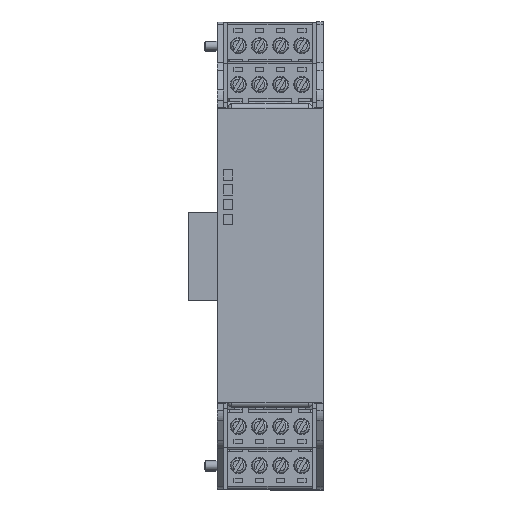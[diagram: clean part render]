
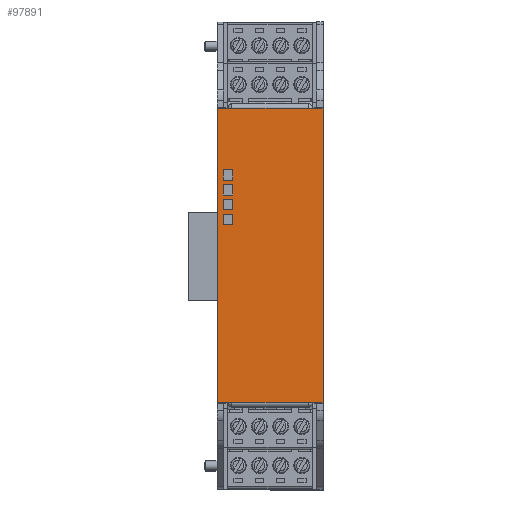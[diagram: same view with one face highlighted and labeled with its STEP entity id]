
A CAD part, top view. The second image highlights one B-rep face of the part: STEP entity #97891.
In plain terms, the highlighted planar face has unit normal (0, 0, 1).
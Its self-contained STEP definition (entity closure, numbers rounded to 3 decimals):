
#95484=DIRECTION('',(-1.,0.,0.));
#95485=VECTOR('',#95484,18.);
#95486=CARTESIAN_POINT('',(9.,-34.76,0.));
#95487=LINE('',#95486,#95485);
#95488=DIRECTION('',(1.,0.,0.));
#95489=VECTOR('',#95488,3.5);
#95490=CARTESIAN_POINT('',(-12.5,-34.76,0.));
#95491=LINE('',#95490,#95489);
#95492=DIRECTION('',(0.,-1.,0.));
#95493=VECTOR('',#95492,69.52);
#95494=CARTESIAN_POINT('',(-12.5,34.76,0.));
#95495=LINE('',#95494,#95493);
#95496=DIRECTION('',(-1.,0.,0.));
#95497=VECTOR('',#95496,3.5);
#95498=CARTESIAN_POINT('',(-9.,34.76,0.));
#95499=LINE('',#95498,#95497);
#95500=DIRECTION('',(-1.,0.,0.));
#95501=VECTOR('',#95500,18.);
#95502=CARTESIAN_POINT('',(9.,34.76,0.));
#95503=LINE('',#95502,#95501);
#95504=DIRECTION('',(-1.,0.,0.));
#95505=VECTOR('',#95504,3.5);
#95506=CARTESIAN_POINT('',(12.5,34.76,0.));
#95507=LINE('',#95506,#95505);
#95508=DIRECTION('',(0.,1.,0.));
#95509=VECTOR('',#95508,69.52);
#95510=CARTESIAN_POINT('',(12.5,-34.76,0.));
#95511=LINE('',#95510,#95509);
#95512=DIRECTION('',(1.,0.,0.));
#95513=VECTOR('',#95512,3.5);
#95514=CARTESIAN_POINT('',(9.,-34.76,0.));
#95515=LINE('',#95514,#95513);
#95516=DIRECTION('',(1.,0.,0.));
#95517=VECTOR('',#95516,2.21);
#95518=CARTESIAN_POINT('',(-11.005,7.24,0.));
#95519=LINE('',#95518,#95517);
#95520=DIRECTION('',(0.,-1.,0.));
#95521=VECTOR('',#95520,2.5);
#95522=CARTESIAN_POINT('',(-8.795,9.74,0.));
#95523=LINE('',#95522,#95521);
#95524=DIRECTION('',(1.,0.,0.));
#95525=VECTOR('',#95524,2.21);
#95526=CARTESIAN_POINT('',(-11.005,9.74,0.));
#95527=LINE('',#95526,#95525);
#95528=DIRECTION('',(0.,-1.,0.));
#95529=VECTOR('',#95528,2.5);
#95530=CARTESIAN_POINT('',(-11.005,9.74,0.));
#95531=LINE('',#95530,#95529);
#95532=DIRECTION('',(1.,0.,0.));
#95533=VECTOR('',#95532,2.21);
#95534=CARTESIAN_POINT('',(-11.005,20.24,0.));
#95535=LINE('',#95534,#95533);
#95536=DIRECTION('',(0.,-1.,0.));
#95537=VECTOR('',#95536,2.5);
#95538=CARTESIAN_POINT('',(-11.005,20.24,0.));
#95539=LINE('',#95538,#95537);
#95540=DIRECTION('',(1.,0.,0.));
#95541=VECTOR('',#95540,2.21);
#95542=CARTESIAN_POINT('',(-11.005,17.74,0.));
#95543=LINE('',#95542,#95541);
#95544=DIRECTION('',(0.,-1.,0.));
#95545=VECTOR('',#95544,2.5);
#95546=CARTESIAN_POINT('',(-8.795,20.24,0.));
#95547=LINE('',#95546,#95545);
#95548=DIRECTION('',(1.,0.,0.));
#95549=VECTOR('',#95548,2.21);
#95550=CARTESIAN_POINT('',(-11.005,16.74,0.));
#95551=LINE('',#95550,#95549);
#95552=DIRECTION('',(0.,-1.,0.));
#95553=VECTOR('',#95552,2.5);
#95554=CARTESIAN_POINT('',(-11.005,16.74,0.));
#95555=LINE('',#95554,#95553);
#95556=DIRECTION('',(1.,0.,0.));
#95557=VECTOR('',#95556,2.21);
#95558=CARTESIAN_POINT('',(-11.005,14.24,0.));
#95559=LINE('',#95558,#95557);
#95560=DIRECTION('',(0.,-1.,0.));
#95561=VECTOR('',#95560,2.5);
#95562=CARTESIAN_POINT('',(-8.795,16.74,0.));
#95563=LINE('',#95562,#95561);
#95564=DIRECTION('',(1.,0.,0.));
#95565=VECTOR('',#95564,2.21);
#95566=CARTESIAN_POINT('',(-11.005,13.24,0.));
#95567=LINE('',#95566,#95565);
#95568=DIRECTION('',(0.,-1.,0.));
#95569=VECTOR('',#95568,2.5);
#95570=CARTESIAN_POINT('',(-11.005,13.24,0.));
#95571=LINE('',#95570,#95569);
#95572=DIRECTION('',(1.,0.,0.));
#95573=VECTOR('',#95572,2.21);
#95574=CARTESIAN_POINT('',(-11.005,10.74,0.));
#95575=LINE('',#95574,#95573);
#95576=DIRECTION('',(0.,-1.,0.));
#95577=VECTOR('',#95576,2.5);
#95578=CARTESIAN_POINT('',(-8.795,13.24,0.));
#95579=LINE('',#95578,#95577);
#97282=CARTESIAN_POINT('',(-12.5,34.76,0.));
#97283=CARTESIAN_POINT('',(-12.5,-34.76,0.));
#97284=VERTEX_POINT('',#97282);
#97285=VERTEX_POINT('',#97283);
#97286=CARTESIAN_POINT('',(12.5,-34.76,0.));
#97287=CARTESIAN_POINT('',(12.5,34.76,0.));
#97288=VERTEX_POINT('',#97286);
#97289=VERTEX_POINT('',#97287);
#97314=CARTESIAN_POINT('',(9.,34.76,0.));
#97315=CARTESIAN_POINT('',(-9.,34.76,0.));
#97316=VERTEX_POINT('',#97314);
#97317=VERTEX_POINT('',#97315);
#97327=CARTESIAN_POINT('',(9.,-34.76,0.));
#97329=VERTEX_POINT('',#97327);
#97331=CARTESIAN_POINT('',(-9.,-34.76,0.));
#97333=VERTEX_POINT('',#97331);
#97636=CARTESIAN_POINT('',(-11.005,7.24,0.));
#97637=CARTESIAN_POINT('',(-8.795,7.24,0.));
#97638=VERTEX_POINT('',#97636);
#97639=VERTEX_POINT('',#97637);
#97640=CARTESIAN_POINT('',(-11.005,20.24,0.));
#97641=CARTESIAN_POINT('',(-8.795,20.24,0.));
#97642=VERTEX_POINT('',#97640);
#97643=VERTEX_POINT('',#97641);
#97644=CARTESIAN_POINT('',(-11.005,17.74,0.));
#97645=CARTESIAN_POINT('',(-8.795,17.74,0.));
#97646=VERTEX_POINT('',#97644);
#97647=VERTEX_POINT('',#97645);
#97648=CARTESIAN_POINT('',(-11.005,16.74,0.));
#97649=CARTESIAN_POINT('',(-8.795,16.74,0.));
#97650=VERTEX_POINT('',#97648);
#97651=VERTEX_POINT('',#97649);
#97652=CARTESIAN_POINT('',(-11.005,14.24,0.));
#97653=CARTESIAN_POINT('',(-8.795,14.24,0.));
#97654=VERTEX_POINT('',#97652);
#97655=VERTEX_POINT('',#97653);
#97656=CARTESIAN_POINT('',(-11.005,13.24,0.));
#97657=CARTESIAN_POINT('',(-8.795,13.24,0.));
#97658=VERTEX_POINT('',#97656);
#97659=VERTEX_POINT('',#97657);
#97660=CARTESIAN_POINT('',(-11.005,10.74,0.));
#97661=CARTESIAN_POINT('',(-8.795,10.74,0.));
#97662=VERTEX_POINT('',#97660);
#97663=VERTEX_POINT('',#97661);
#97664=CARTESIAN_POINT('',(-11.005,9.74,0.));
#97665=CARTESIAN_POINT('',(-8.795,9.74,0.));
#97666=VERTEX_POINT('',#97664);
#97667=VERTEX_POINT('',#97665);
#97828=CARTESIAN_POINT('',(0.,0.,0.));
#97829=DIRECTION('',(0.,0.,1.));
#97830=DIRECTION('',(1.,0.,0.));
#97831=AXIS2_PLACEMENT_3D('',#97828,#97829,#97830);
#97832=PLANE('',#97831);
#97834=ORIENTED_EDGE('',*,*,#97833,.T.);
#97836=ORIENTED_EDGE('',*,*,#97835,.F.);
#97838=ORIENTED_EDGE('',*,*,#97837,.F.);
#97840=ORIENTED_EDGE('',*,*,#97839,.F.);
#97842=ORIENTED_EDGE('',*,*,#97841,.F.);
#97844=ORIENTED_EDGE('',*,*,#97843,.F.);
#97846=ORIENTED_EDGE('',*,*,#97845,.F.);
#97848=ORIENTED_EDGE('',*,*,#97847,.F.);
#97849=EDGE_LOOP('',(#97834,#97836,#97838,#97840,#97842,#97844,#97846,#97848));
#97850=FACE_OUTER_BOUND('',#97849,.F.);
#97852=ORIENTED_EDGE('',*,*,#97851,.T.);
#97854=ORIENTED_EDGE('',*,*,#97853,.F.);
#97856=ORIENTED_EDGE('',*,*,#97855,.F.);
#97858=ORIENTED_EDGE('',*,*,#97857,.T.);
#97859=EDGE_LOOP('',(#97852,#97854,#97856,#97858));
#97860=FACE_BOUND('',#97859,.F.);
#97862=ORIENTED_EDGE('',*,*,#97861,.F.);
#97864=ORIENTED_EDGE('',*,*,#97863,.T.);
#97866=ORIENTED_EDGE('',*,*,#97865,.T.);
#97868=ORIENTED_EDGE('',*,*,#97867,.F.);
#97869=EDGE_LOOP('',(#97862,#97864,#97866,#97868));
#97870=FACE_BOUND('',#97869,.F.);
#97872=ORIENTED_EDGE('',*,*,#97871,.F.);
#97874=ORIENTED_EDGE('',*,*,#97873,.T.);
#97876=ORIENTED_EDGE('',*,*,#97875,.T.);
#97878=ORIENTED_EDGE('',*,*,#97877,.F.);
#97879=EDGE_LOOP('',(#97872,#97874,#97876,#97878));
#97880=FACE_BOUND('',#97879,.F.);
#97882=ORIENTED_EDGE('',*,*,#97881,.F.);
#97884=ORIENTED_EDGE('',*,*,#97883,.T.);
#97886=ORIENTED_EDGE('',*,*,#97885,.T.);
#97888=ORIENTED_EDGE('',*,*,#97887,.F.);
#97889=EDGE_LOOP('',(#97882,#97884,#97886,#97888));
#97890=FACE_BOUND('',#97889,.F.);
#97891=ADVANCED_FACE('',(#97850,#97860,#97870,#97880,#97890),#97832,.T.);
#97833=EDGE_CURVE('',#97329,#97333,#95487,.T.);
#97835=EDGE_CURVE('',#97285,#97333,#95491,.T.);
#97837=EDGE_CURVE('',#97284,#97285,#95495,.T.);
#97839=EDGE_CURVE('',#97317,#97284,#95499,.T.);
#97841=EDGE_CURVE('',#97316,#97317,#95503,.T.);
#97843=EDGE_CURVE('',#97289,#97316,#95507,.T.);
#97845=EDGE_CURVE('',#97288,#97289,#95511,.T.);
#97847=EDGE_CURVE('',#97329,#97288,#95515,.T.);
#97851=EDGE_CURVE('',#97638,#97639,#95519,.T.);
#97853=EDGE_CURVE('',#97667,#97639,#95523,.T.);
#97855=EDGE_CURVE('',#97666,#97667,#95527,.T.);
#97857=EDGE_CURVE('',#97666,#97638,#95531,.T.);
#97861=EDGE_CURVE('',#97642,#97643,#95535,.T.);
#97863=EDGE_CURVE('',#97642,#97646,#95539,.T.);
#97865=EDGE_CURVE('',#97646,#97647,#95543,.T.);
#97867=EDGE_CURVE('',#97643,#97647,#95547,.T.);
#97871=EDGE_CURVE('',#97650,#97651,#95551,.T.);
#97873=EDGE_CURVE('',#97650,#97654,#95555,.T.);
#97875=EDGE_CURVE('',#97654,#97655,#95559,.T.);
#97877=EDGE_CURVE('',#97651,#97655,#95563,.T.);
#97881=EDGE_CURVE('',#97658,#97659,#95567,.T.);
#97883=EDGE_CURVE('',#97658,#97662,#95571,.T.);
#97885=EDGE_CURVE('',#97662,#97663,#95575,.T.);
#97887=EDGE_CURVE('',#97659,#97663,#95579,.T.);
